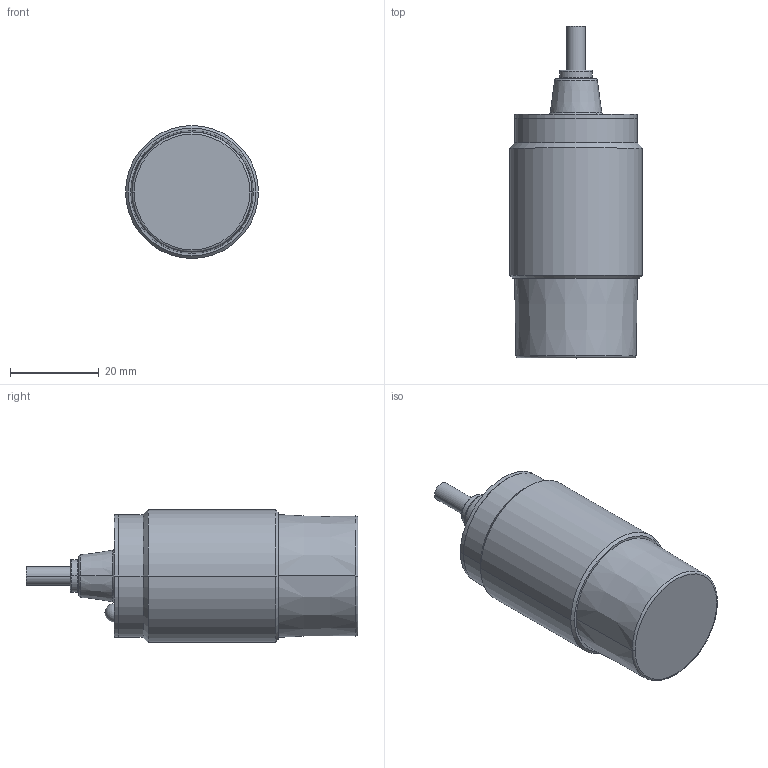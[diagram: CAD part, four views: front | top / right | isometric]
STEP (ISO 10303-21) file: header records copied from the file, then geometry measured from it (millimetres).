
FILE_DESCRIPTION((''),'2;1');
FILE_NAME('DM_CAD-6623_SW0001','2019-03-13T',('creinig-se'),(''),'PRO/ENGINEER BY PARAMETRIC TECHNOLOGY CORPORATION, 2015440','PRO/ENGINEER BY PARAMETRIC TECHNOLOGY CORPORATION, 2015440','');
FILE_SCHEMA(('CONFIG_CONTROL_DESIGN'));
Length unit declared in the file: millimetre
Products named in the file (1): DM_CAD-6623_SW0001
Bounding box: 30 x 74.9 x 30 mm (x, y, z)
Volume: 36602.2 mm3; surface area: 7162.9 mm2
Topology: 1 solids, 1 shells, 71 faces, 250 edges, 232 vertices
Faces by surface type: cylinder 23, plane 21, torus 15, cone 10, sphere 2
Entity records: 3386 total; most frequent: DIRECTION 539, CARTESIAN_POINT 458, ORIENTED_EDGE 394, AXIS2_PLACEMENT_3D 221, EDGE_CURVE 197, CIRCLE 149, VERTEX_POINT 130, PRESENTATION_STYLE_ASSIGNMENT 123
